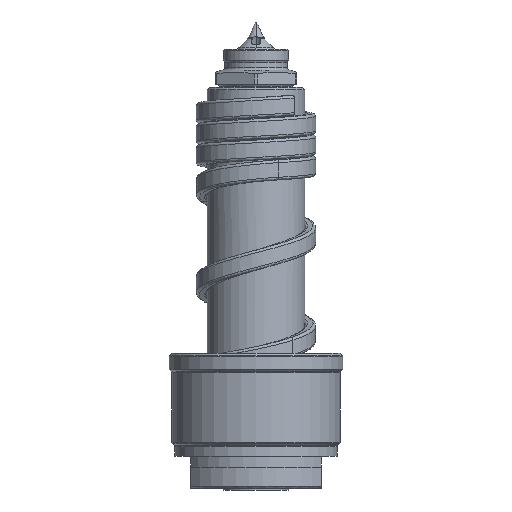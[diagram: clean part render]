
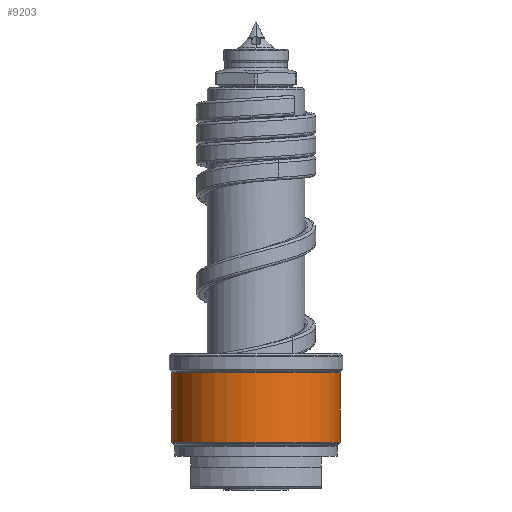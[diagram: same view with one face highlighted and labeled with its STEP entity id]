
A CAD part, front view. The second image highlights one B-rep face of the part: STEP entity #9203.
In plain terms, the highlighted cylindrical face has radius 15.5 mm (diameter 31 mm), a partial arc.
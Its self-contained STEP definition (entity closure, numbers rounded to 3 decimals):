
#2134=CARTESIAN_POINT('',(0.,0.,8.583));
#2135=DIRECTION('',(0.,0.,1.));
#2136=DIRECTION('',(-1.,0.,0.));
#2137=AXIS2_PLACEMENT_3D('',#2134,#2135,#2136);
#2139=DIRECTION('',(0.,0.,-1.));
#2140=VECTOR('',#2139,12.835);
#2141=CARTESIAN_POINT('',(-15.5,0.,21.417));
#2142=LINE('',#2141,#2140);
#2143=CARTESIAN_POINT('',(0.,0.,21.417));
#2144=DIRECTION('',(0.,0.,1.));
#2145=DIRECTION('',(-1.,0.,0.));
#2146=AXIS2_PLACEMENT_3D('',#2143,#2144,#2145);
#2148=DIRECTION('',(0.,0.,-1.));
#2149=VECTOR('',#2148,12.835);
#2150=CARTESIAN_POINT('',(15.5,0.,21.417));
#2151=LINE('',#2150,#2149);
#6098=CARTESIAN_POINT('',(15.5,0.,21.417));
#6099=CARTESIAN_POINT('',(-15.5,0.,21.417));
#6100=VERTEX_POINT('',#6098);
#6101=VERTEX_POINT('',#6099);
#6124=CARTESIAN_POINT('',(15.5,0.,8.583));
#6125=VERTEX_POINT('',#6124);
#6126=CARTESIAN_POINT('',(-15.5,0.,8.583));
#6127=VERTEX_POINT('',#6126);
#9191=CARTESIAN_POINT('',(0.,0.,7.15));
#9192=DIRECTION('',(0.,0.,1.));
#9193=DIRECTION('',(-1.,0.,0.));
#9194=AXIS2_PLACEMENT_3D('',#9191,#9192,#9193);
#9195=CYLINDRICAL_SURFACE('',#9194,15.5);
#9196=ORIENTED_EDGE('',*,*,#9163,.F.);
#9197=ORIENTED_EDGE('',*,*,#9181,.F.);
#9199=ORIENTED_EDGE('',*,*,#9198,.T.);
#9200=ORIENTED_EDGE('',*,*,#9177,.T.);
#9201=EDGE_LOOP('',(#9196,#9197,#9199,#9200));
#9202=FACE_OUTER_BOUND('',#9201,.F.);
#2138=CIRCLE('',#2137,15.5);
#2147=CIRCLE('',#2146,15.5);
#9163=EDGE_CURVE('',#6127,#6125,#2138,.T.);
#9177=EDGE_CURVE('',#6100,#6125,#2151,.T.);
#9181=EDGE_CURVE('',#6101,#6127,#2142,.T.);
#9198=EDGE_CURVE('',#6101,#6100,#2147,.T.);
#9203=ADVANCED_FACE('',(#9202),#9195,.T.);
